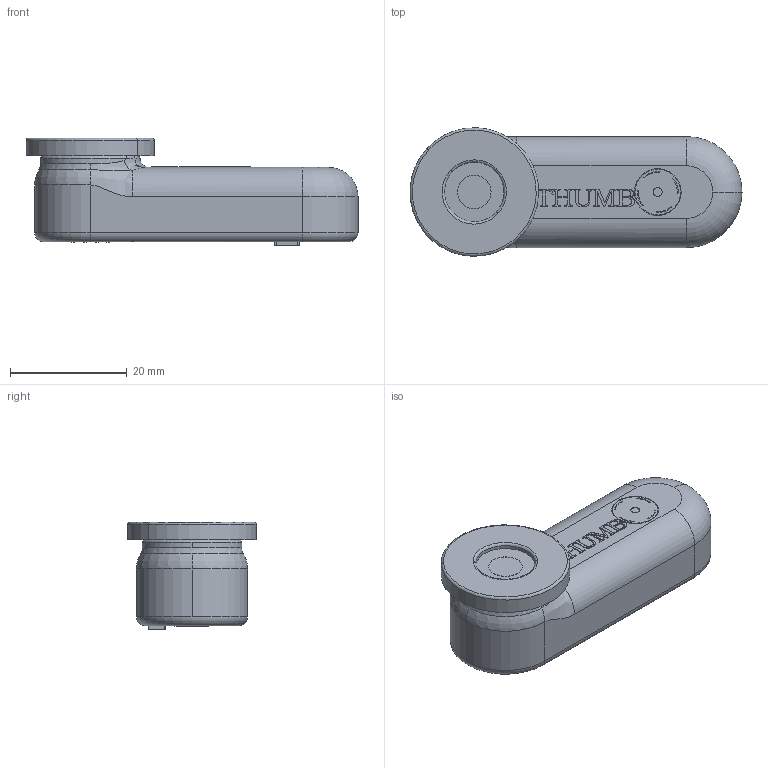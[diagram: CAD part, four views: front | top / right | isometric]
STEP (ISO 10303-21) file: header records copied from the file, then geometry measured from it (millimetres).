
FILE_DESCRIPTION (( 'STEP AP214' ), '1' );
FILE_NAME ('RunCam_ThumbAsby.STEP', '2022-07-26T10:17:38', ( '' ), ( '' ), 'SwSTEP 2.0', 'SolidWorks 2021', '' );
FILE_SCHEMA (( 'AUTOMOTIVE_DESIGN' ));
Length unit declared in the file: millimetre
Products named in the file (3): RunCamThumb; LensCover; RunCam_ThumbAsby
Assembly tree (2 placements, depth 2):
  RunCam_ThumbAsby
    RunCamThumb
    LensCover
Bounding box: 56.79 x 21.98 x 18.4 mm (x, y, z)
Volume: 13233.7 mm3; surface area: 4461.2 mm2
Topology: 2 solids, 2 shells, 590 faces, 1592 edges, 1053 vertices
Faces by surface type: plane 294, bspline 225, cylinder 59, torus 12
Entity records: 32417 total; most frequent: CARTESIAN_POINT 14797, ORIENTED_EDGE 3184, DIRECTION 2018, EDGE_CURVE 1592, VERTEX_POINT 1053, VECTOR 984, LINE 984, EDGE_LOOP 639
